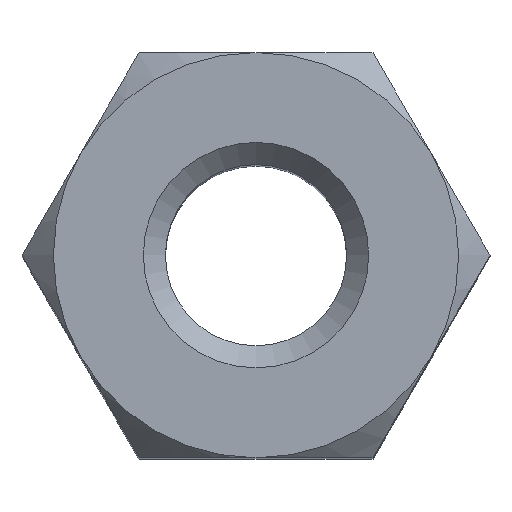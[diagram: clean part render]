
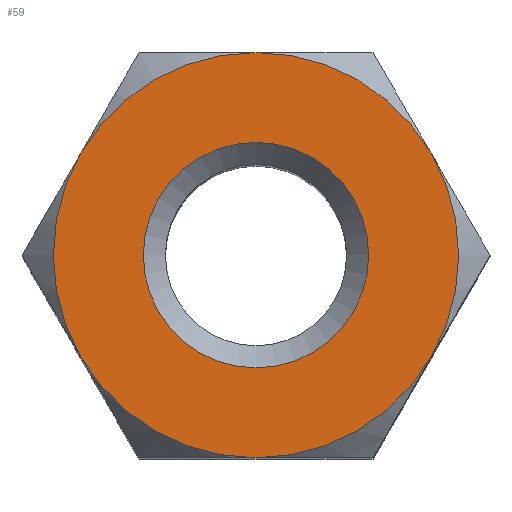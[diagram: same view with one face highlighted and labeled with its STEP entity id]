
A CAD part, top view. The second image highlights one B-rep face of the part: STEP entity #59.
In plain terms, the highlighted planar face has unit normal (0, 0, 1).
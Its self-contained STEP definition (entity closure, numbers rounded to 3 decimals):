
#59 = ADVANCED_FACE( '', ( #131, #132 ), #133, .F. );
#131 = FACE_BOUND( '', #212, .T. );
#132 = FACE_OUTER_BOUND( '', #213, .T. );
#133 = PLANE( '', #214 );
#212 = EDGE_LOOP( '', ( #313 ) );
#213 = EDGE_LOOP( '', ( #314, #315, #316, #317, #318, #319 ) );
#214 = AXIS2_PLACEMENT_3D( '', #320, #321, #322 );
#313 = ORIENTED_EDGE( '', *, *, #476, .T. );
#314 = ORIENTED_EDGE( '', *, *, #477, .T. );
#315 = ORIENTED_EDGE( '', *, *, #478, .T. );
#316 = ORIENTED_EDGE( '', *, *, #454, .T. );
#317 = ORIENTED_EDGE( '', *, *, #479, .T. );
#318 = ORIENTED_EDGE( '', *, *, #466, .T. );
#319 = ORIENTED_EDGE( '', *, *, #480, .T. );
#320 = CARTESIAN_POINT( '', ( 0., 0., 6.5 ) );
#321 = DIRECTION( '', ( 0., 0., -1. ) );
#322 = DIRECTION( '', ( -1., 0., 0. ) );
#454 = EDGE_CURVE( '', #527, #524, #528, .F. );
#466 = EDGE_CURVE( '', #547, #548, #549, .F. );
#476 = EDGE_CURVE( '', #563, #563, #564, .T. );
#477 = EDGE_CURVE( '', #565, #566, #567, .F. );
#478 = EDGE_CURVE( '', #566, #527, #568, .F. );
#479 = EDGE_CURVE( '', #524, #547, #569, .F. );
#480 = EDGE_CURVE( '', #548, #565, #570, .T. );
#524 = VERTEX_POINT( '', #621 );
#527 = VERTEX_POINT( '', #629 );
#528 = CIRCLE( '', #630, 2.75 );
#547 = VERTEX_POINT( '', #656 );
#548 = VERTEX_POINT( '', #657 );
#549 = CIRCLE( '', #658, 2.75 );
#563 = VERTEX_POINT( '', #707 );
#564 = CIRCLE( '', #708, 1.53 );
#565 = VERTEX_POINT( '', #709 );
#566 = VERTEX_POINT( '', #710 );
#567 = CIRCLE( '', #711, 2.75 );
#568 = CIRCLE( '', #712, 2.75 );
#569 = CIRCLE( '', #713, 2.75 );
#570 = CIRCLE( '', #714, 2.75 );
#621 = CARTESIAN_POINT( '', ( 2.382, -1.375, 6.5 ) );
#629 = CARTESIAN_POINT( '', ( 0., -2.75, 6.5 ) );
#630 = AXIS2_PLACEMENT_3D( '', #876, #877, #878 );
#656 = CARTESIAN_POINT( '', ( 2.382, 1.375, 6.5 ) );
#657 = CARTESIAN_POINT( '', ( 0., 2.75, 6.5 ) );
#658 = AXIS2_PLACEMENT_3D( '', #900, #901, #902 );
#707 = CARTESIAN_POINT( '', ( 0., 1.53, 6.5 ) );
#708 = AXIS2_PLACEMENT_3D( '', #905, #906, #907 );
#709 = CARTESIAN_POINT( '', ( -2.382, 1.375, 6.5 ) );
#710 = CARTESIAN_POINT( '', ( -2.382, -1.375, 6.5 ) );
#711 = AXIS2_PLACEMENT_3D( '', #908, #909, #910 );
#712 = AXIS2_PLACEMENT_3D( '', #911, #912, #913 );
#713 = AXIS2_PLACEMENT_3D( '', #914, #915, #916 );
#714 = AXIS2_PLACEMENT_3D( '', #917, #918, #919 );
#876 = CARTESIAN_POINT( '', ( 0., 0., 6.5 ) );
#877 = DIRECTION( '', ( 0., 0., -1. ) );
#878 = DIRECTION( '', ( -1., 0., 0. ) );
#900 = CARTESIAN_POINT( '', ( 0., 0., 6.5 ) );
#901 = DIRECTION( '', ( 0., 0., -1. ) );
#902 = DIRECTION( '', ( -1., 0., 0. ) );
#905 = CARTESIAN_POINT( '', ( 0., 0., 6.5 ) );
#906 = DIRECTION( '', ( 0., 0., -1. ) );
#907 = DIRECTION( '', ( 0., 1., 0. ) );
#908 = CARTESIAN_POINT( '', ( 0., 0., 6.5 ) );
#909 = DIRECTION( '', ( 0., 0., -1. ) );
#910 = DIRECTION( '', ( -1., 0., 0. ) );
#911 = CARTESIAN_POINT( '', ( 0., 0., 6.5 ) );
#912 = DIRECTION( '', ( 0., 0., -1. ) );
#913 = DIRECTION( '', ( -1., 0., 0. ) );
#914 = CARTESIAN_POINT( '', ( 0., 0., 6.5 ) );
#915 = DIRECTION( '', ( 0., 0., -1. ) );
#916 = DIRECTION( '', ( -1., 0., 0. ) );
#917 = CARTESIAN_POINT( '', ( 0., 0., 6.5 ) );
#918 = DIRECTION( '', ( 0., 0., 1. ) );
#919 = DIRECTION( '', ( 1., 0., 0. ) );
